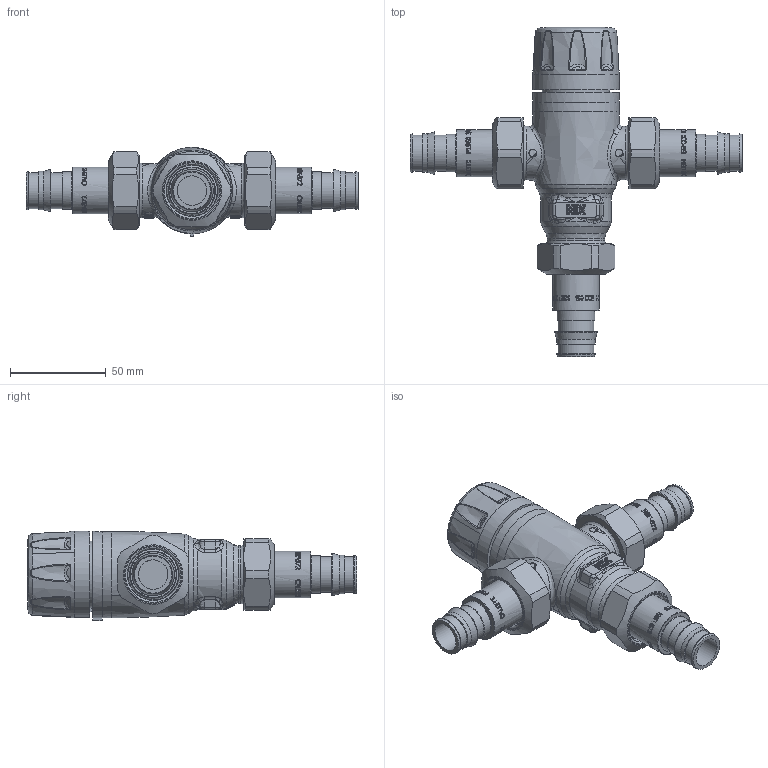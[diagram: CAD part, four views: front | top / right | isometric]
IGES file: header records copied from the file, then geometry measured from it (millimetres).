
Global section: file name: 521508A; native system: Autodesk Inventor 2024; preprocessor: unknown; author: ischreiner; date: 20250611.104725; units: inch
Bounding box: 173.03 x 171.56 x 46.47 mm (x, y, z)
Volume: 230459.7 mm3; surface area: 58834.3 mm2
Topology: 7 solids, 7 shells, 2740 faces, 7067 edges, 4406 vertices
Faces by surface type: bspline 2740
